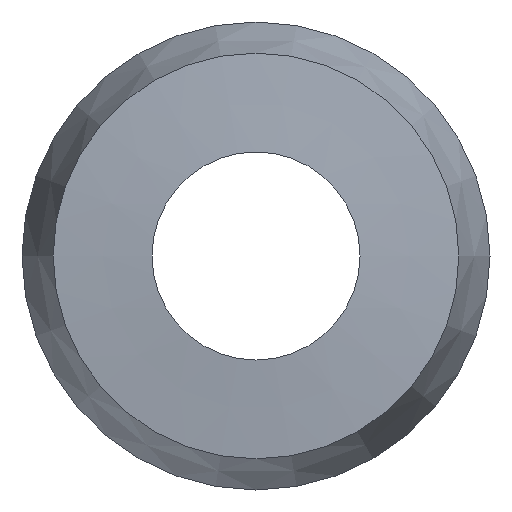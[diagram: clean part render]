
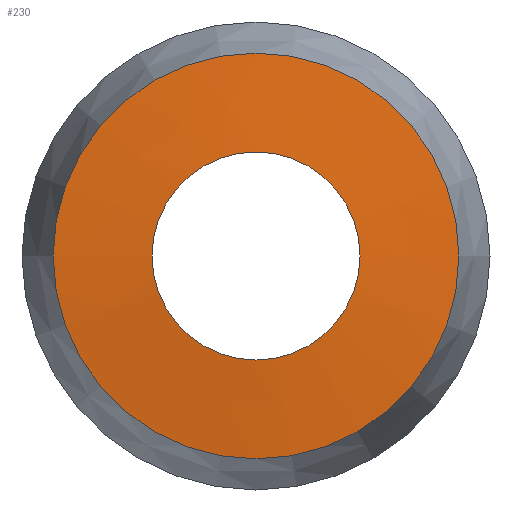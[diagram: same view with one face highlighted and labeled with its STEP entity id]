
A CAD part, left-side view. The second image highlights one B-rep face of the part: STEP entity #230.
In plain terms, the highlighted conical face has half-angle 85 degrees and reference radius 7.377 mm.
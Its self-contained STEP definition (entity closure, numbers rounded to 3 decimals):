
#15=CONICAL_SURFACE('',#258,7.377,85.);
#38=FACE_BOUND('',#83,.T.);
#57=FACE_OUTER_BOUND('',#82,.T.);
#82=EDGE_LOOP('',(#177));
#83=EDGE_LOOP('',(#178));
#114=CIRCLE('',#257,9.754);
#115=CIRCLE('',#259,5.);
#133=VERTEX_POINT('',#380);
#134=VERTEX_POINT('',#383);
#152=EDGE_CURVE('',#133,#133,#114,.T.);
#153=EDGE_CURVE('',#134,#134,#115,.T.);
#177=ORIENTED_EDGE('',*,*,#153,.F.);
#178=ORIENTED_EDGE('',*,*,#152,.T.);
#230=ADVANCED_FACE('',(#57,#38),#15,.T.);
#257=AXIS2_PLACEMENT_3D('',#381,#309,#310);
#258=AXIS2_PLACEMENT_3D('',#382,#311,#312);
#259=AXIS2_PLACEMENT_3D('',#384,#313,#314);
#309=DIRECTION('center_axis',(-1.,0.,0.));
#310=DIRECTION('ref_axis',(0.,0.,1.));
#311=DIRECTION('center_axis',(1.,0.,0.));
#312=DIRECTION('ref_axis',(0.,1.,0.));
#313=DIRECTION('center_axis',(-1.,0.,0.));
#314=DIRECTION('ref_axis',(0.,0.,1.));
#380=CARTESIAN_POINT('',(-51.584,9.754,0.));
#381=CARTESIAN_POINT('Origin',(-51.584,0.,0.));
#382=CARTESIAN_POINT('Origin',(-51.792,0.,0.));
#383=CARTESIAN_POINT('',(-52.,5.,0.));
#384=CARTESIAN_POINT('Origin',(-52.,0.,0.));
